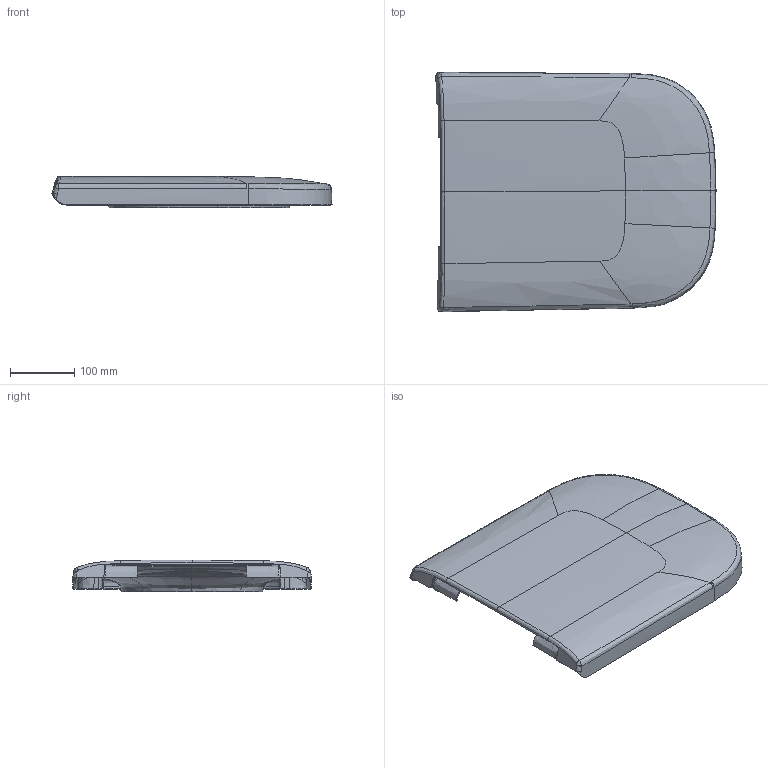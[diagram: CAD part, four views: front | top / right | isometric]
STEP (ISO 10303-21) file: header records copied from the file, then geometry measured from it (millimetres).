
FILE_DESCRIPTION((''),'2;1');
FILE_NAME('006459.stp','2013-10-15T09:42:41',('Administrator'),(''),'Autodesk Inventor 2011','Autodesk Inventor 2011','');
FILE_SCHEMA(('CONFIG_CONTROL_DESIGN'));
Length unit declared in the file: millimetre
Products named in the file (3): 006459; 006451 Deckel; 006451 Sitz
Assembly tree (2 placements, depth 2):
  006459
    006451 Deckel
    006451 Sitz
Bounding box: 435.48 x 371.75 x 49.47 mm (x, y, z)
Volume: 595439.5 mm3; surface area: 899443.6 mm2
Topology: 2 solids, 4 shells, 467 faces, 1327 edges, 861 vertices
Faces by surface type: bspline 464, plane 3
Entity records: 38072 total; most frequent: CARTESIAN_POINT 29138, ORIENTED_EDGE 2572, EDGE_CURVE 1325, B_SPLINE_CURVE_WITH_KNOTS 1026, VERTEX_POINT 861, EDGE_LOOP 473, FACE_OUTER_BOUND 467, ADVANCED_FACE 467
